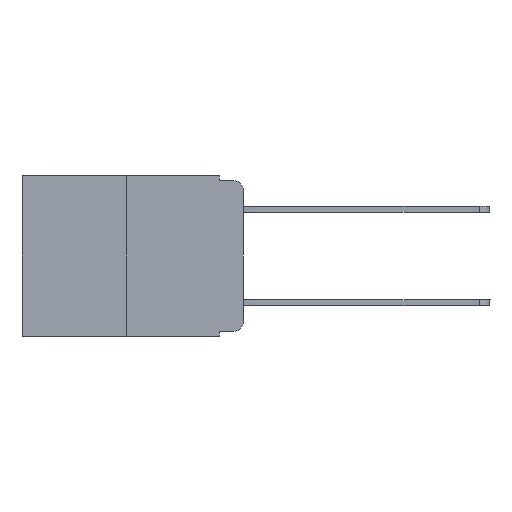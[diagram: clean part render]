
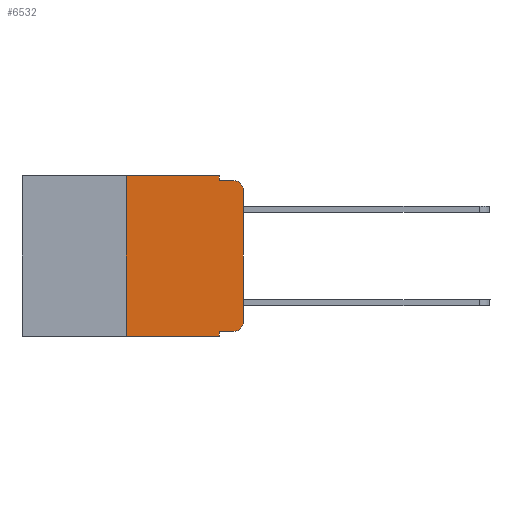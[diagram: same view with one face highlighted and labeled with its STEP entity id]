
A CAD part, left-side view. The second image highlights one B-rep face of the part: STEP entity #6532.
In plain terms, the highlighted planar face has unit normal (-1, 0, 0).
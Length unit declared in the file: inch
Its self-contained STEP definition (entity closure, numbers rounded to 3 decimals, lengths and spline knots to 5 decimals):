
#85 = VERTEX_POINT ( 'NONE', #5406 ) ;
#97 = ORIENTED_EDGE ( 'NONE', *, *, #11669, .T. ) ;
#626 = CARTESIAN_POINT ( 'NONE',  ( 0., 0.02, -0.03 ) ) ;
#632 = EDGE_CURVE ( 'NONE', #7910, #11114, #7117, .T. ) ;
#690 = CARTESIAN_POINT ( 'NONE',  ( 0., 0.473, 0. ) ) ;
#899 = AXIS2_PLACEMENT_3D ( 'NONE', #690, #4319, #11504 ) ;
#1002 = LINE ( 'NONE', #7280, #10606 ) ;
#1004 = EDGE_CURVE ( 'NONE', #4332, #7822, #4976, .T. ) ;
#1015 = DIRECTION ( 'NONE',  ( -1., 0., 0. ) ) ;
#1156 = VERTEX_POINT ( 'NONE', #1410 ) ;
#1248 = DIRECTION ( 'NONE',  ( 0., -1., 0. ) ) ;
#1303 = EDGE_LOOP ( 'NONE', ( #6240, #5264, #8989, #5588, #3208, #4704, #4166, #8847, #97, #3220 ) ) ;
#1410 = CARTESIAN_POINT ( 'NONE',  ( 0., 0.02, -0.333 ) ) ;
#1428 = DIRECTION ( 'NONE',  ( 0., -1., 0. ) ) ;
#1612 = AXIS2_PLACEMENT_3D ( 'NONE', #4553, #1015, #2763 ) ;
#1804 = EDGE_CURVE ( 'NONE', #9604, #7910, #1002, .T. ) ;
#2057 = DIRECTION ( 'NONE',  ( 0., -1., 0. ) ) ;
#2075 = CARTESIAN_POINT ( 'NONE',  ( 0., 0., -0.313 ) ) ;
#2117 = EDGE_CURVE ( 'NONE', #3053, #11114, #2701, .T. ) ;
#2256 = EDGE_CURVE ( 'NONE', #7822, #9604, #6801, .T. ) ;
#2284 = CARTESIAN_POINT ( 'NONE',  ( 0., 0.473, -0.343 ) ) ;
#2564 = DIRECTION ( 'NONE',  ( -1., 0., 0. ) ) ;
#2594 = VECTOR ( 'NONE', #3012, 39.37008 ) ;
#2701 = CIRCLE ( 'NONE', #2960, 0.02 ) ;
#2763 = DIRECTION ( 'NONE',  ( 0., 0., -1. ) ) ;
#2833 = VECTOR ( 'NONE', #5300, 39.37008 ) ;
#2960 = AXIS2_PLACEMENT_3D ( 'NONE', #626, #2564, #4321 ) ;
#3012 = DIRECTION ( 'NONE',  ( 0., 0., 1. ) ) ;
#3053 = VERTEX_POINT ( 'NONE', #3073 ) ;
#3073 = CARTESIAN_POINT ( 'NONE',  ( 0., 0., -0.03 ) ) ;
#3208 = ORIENTED_EDGE ( 'NONE', *, *, #2256, .F. ) ;
#3220 = ORIENTED_EDGE ( 'NONE', *, *, #10136, .T. ) ;
#3850 = LINE ( 'NONE', #7467, #10647 ) ;
#4032 = CARTESIAN_POINT ( 'NONE',  ( 0., 0.02, -0.01 ) ) ;
#4088 = VECTOR ( 'NONE', #1248, 39.37008 ) ;
#4090 = CARTESIAN_POINT ( 'NONE',  ( 0., 0.051, -0.343 ) ) ;
#4166 = ORIENTED_EDGE ( 'NONE', *, *, #7014, .T. ) ;
#4319 = DIRECTION ( 'NONE',  ( 1., 0., 0. ) ) ;
#4321 = DIRECTION ( 'NONE',  ( 0., 0., -1. ) ) ;
#4332 = VERTEX_POINT ( 'NONE', #5196 ) ;
#4438 = PLANE ( 'NONE',  #899 ) ;
#4553 = CARTESIAN_POINT ( 'NONE',  ( 0., 0.02, -0.313 ) ) ;
#4692 = VECTOR ( 'NONE', #1428, 39.37008 ) ;
#4704 = ORIENTED_EDGE ( 'NONE', *, *, #1004, .F. ) ;
#4976 = LINE ( 'NONE', #10954, #2594 ) ;
#5166 = VERTEX_POINT ( 'NONE', #2075 ) ;
#5196 = CARTESIAN_POINT ( 'NONE',  ( 0., 0.25, -0.343 ) ) ;
#5264 = ORIENTED_EDGE ( 'NONE', *, *, #2117, .T. ) ;
#5285 = CIRCLE ( 'NONE', #1612, 0.02 ) ;
#5300 = DIRECTION ( 'NONE',  ( 0., 0., 1. ) ) ;
#5330 = CARTESIAN_POINT ( 'NONE',  ( 0., 0.473, 0. ) ) ;
#5406 = CARTESIAN_POINT ( 'NONE',  ( 0., 0.051, -0.333 ) ) ;
#5503 = LINE ( 'NONE', #2284, #4088 ) ;
#5588 = ORIENTED_EDGE ( 'NONE', *, *, #1804, .F. ) ;
#5589 = FACE_OUTER_BOUND ( 'NONE', #1303, .T. ) ;
#5928 = EDGE_CURVE ( 'NONE', #85, #8227, #6919, .T. ) ;
#6240 = ORIENTED_EDGE ( 'NONE', *, *, #8002, .T. ) ;
#6426 = CARTESIAN_POINT ( 'NONE',  ( 0., 0.051, 0. ) ) ;
#6532 = ADVANCED_FACE ( 'NONE', ( #5589 ), #4438, .F. ) ;
#6801 = LINE ( 'NONE', #5330, #7077 ) ;
#6919 = LINE ( 'NONE', #10652, #8599 ) ;
#6968 = CARTESIAN_POINT ( 'NONE',  ( 0., 0.051, -0.01 ) ) ;
#7014 = EDGE_CURVE ( 'NONE', #4332, #8227, #5503, .T. ) ;
#7077 = VECTOR ( 'NONE', #11661, 39.37008 ) ;
#7117 = LINE ( 'NONE', #6968, #4692 ) ;
#7280 = CARTESIAN_POINT ( 'NONE',  ( 0., 0.051, 0. ) ) ;
#7467 = CARTESIAN_POINT ( 'NONE',  ( 0., 0.051, -0.333 ) ) ;
#7822 = VERTEX_POINT ( 'NONE', #11550 ) ;
#7910 = VERTEX_POINT ( 'NONE', #8771 ) ;
#8002 = EDGE_CURVE ( 'NONE', #5166, #3053, #8474, .T. ) ;
#8227 = VERTEX_POINT ( 'NONE', #4090 ) ;
#8474 = LINE ( 'NONE', #9082, #2833 ) ;
#8599 = VECTOR ( 'NONE', #9681, 39.37008 ) ;
#8771 = CARTESIAN_POINT ( 'NONE',  ( 0., 0.051, -0.01 ) ) ;
#8847 = ORIENTED_EDGE ( 'NONE', *, *, #5928, .F. ) ;
#8989 = ORIENTED_EDGE ( 'NONE', *, *, #632, .F. ) ;
#9082 = CARTESIAN_POINT ( 'NONE',  ( 0., 0., 0. ) ) ;
#9604 = VERTEX_POINT ( 'NONE', #6426 ) ;
#9681 = DIRECTION ( 'NONE',  ( 0., 0., -1. ) ) ;
#10086 = DIRECTION ( 'NONE',  ( 0., 0., -1. ) ) ;
#10136 = EDGE_CURVE ( 'NONE', #1156, #5166, #5285, .T. ) ;
#10606 = VECTOR ( 'NONE', #10086, 39.37008 ) ;
#10647 = VECTOR ( 'NONE', #2057, 39.37008 ) ;
#10652 = CARTESIAN_POINT ( 'NONE',  ( 0., 0.051, 0. ) ) ;
#10954 = CARTESIAN_POINT ( 'NONE',  ( 0., 0.25, 0. ) ) ;
#11114 = VERTEX_POINT ( 'NONE', #4032 ) ;
#11504 = DIRECTION ( 'NONE',  ( 0., 0., -1. ) ) ;
#11550 = CARTESIAN_POINT ( 'NONE',  ( 0., 0.25, 0. ) ) ;
#11661 = DIRECTION ( 'NONE',  ( 0., -1., 0. ) ) ;
#11669 = EDGE_CURVE ( 'NONE', #85, #1156, #3850, .T. ) ;
